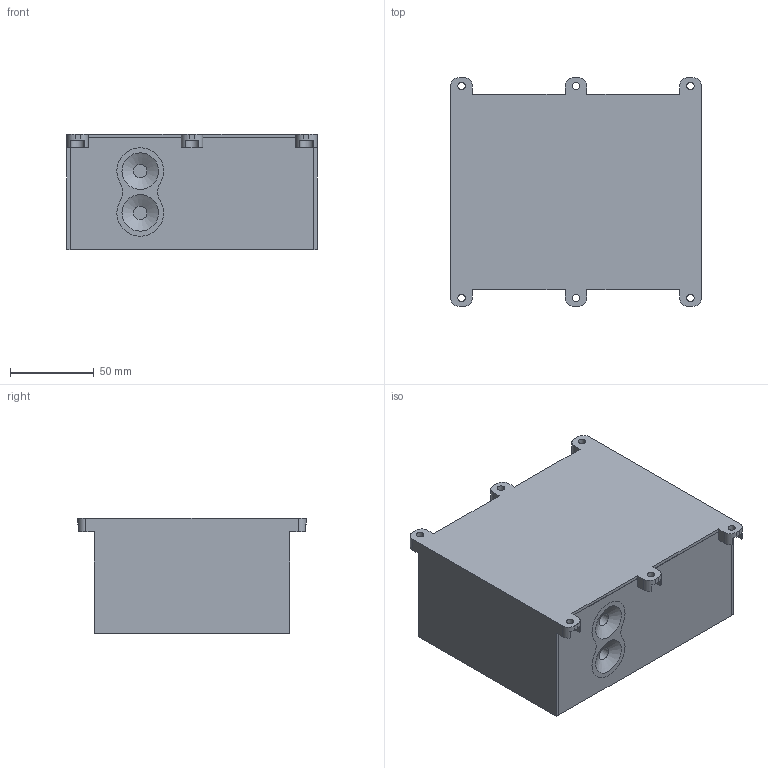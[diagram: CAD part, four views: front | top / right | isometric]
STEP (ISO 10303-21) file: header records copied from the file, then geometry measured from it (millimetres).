
FILE_DESCRIPTION(/* description */ (''),/* implementation_level */ '2;1');
FILE_NAME(/* name */ 'LaGrange_All_in_one_v3.0.stp',/* time_stamp */ '2018-07-03T10:08:19+02:00',/* author */ ('egli_k'),/* organization */ (''),/* preprocessor_version */ 'ST-DEVELOPER v15.6',/* originating_system */ 'Autodesk Inventor 2015',/* authorisation */ '');
FILE_SCHEMA (('AUTOMOTIVE_DESIGN { 1 0 10303 214 3 1 1 }'));
Length unit declared in the file: millimetre
Products named in the file (8): LGR Detektor Elektronen_03.05.2018; Gehäuse_All_in_One_v3.0; Elektronik_Dummy_Klein_11.06.2018; Abdeckung_v3.0; LG DD Degrader; LGR_Elektronik_Platzhalter_reverse; LGR Detektor Protonen_03.05.2018; LaGrange_All_in_one_v3.0_ohne_Wärmeschild
Assembly tree (12 placements, depth 2):
  LaGrange_All_in_one_v3.0_ohne_Wärmeschild
    LGR Detektor Elektronen_03.05.2018  x2
    Gehäuse_All_in_One_v3.0
    Elektronik_Dummy_Klein_11.06.2018  x4
    Abdeckung_v3.0
    LG DD Degrader
    LGR_Elektronik_Platzhalter_reverse  x2
    LGR Detektor Protonen_03.05.2018
Bounding box: 150 x 137 x 69 mm (x, y, z)
Volume: 862536 mm3; surface area: 269732.2 mm2
Topology: 12 solids, 12 shells, 201 faces, 530 edges, 356 vertices
Faces by surface type: plane 113, cylinder 82, cone 5, torus 1
Full cylindrical faces by diameter (mm): 2 x28, 4.5 x6, 8 x5, 20 x5, 30 x2, 46 x1, 50 x1
Entity records: 5936 total; most frequent: CARTESIAN_POINT 1600, DIRECTION 877, ORIENTED_EDGE 760, EDGE_CURVE 380, AXIS2_PLACEMENT_3D 332, EDGE_LOOP 295, VERTEX_POINT 281, LINE 213
